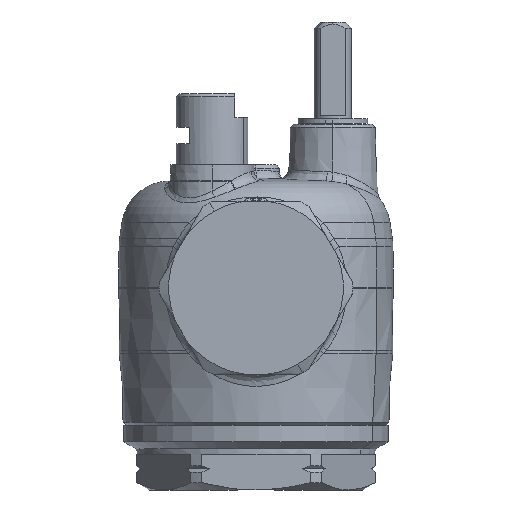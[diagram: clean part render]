
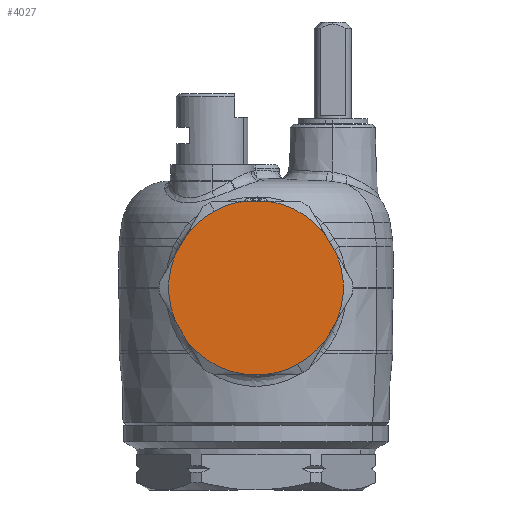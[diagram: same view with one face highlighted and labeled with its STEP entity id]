
A CAD part, left-side view. The second image highlights one B-rep face of the part: STEP entity #4027.
In plain terms, the highlighted planar face has unit normal (-1, 0, 0).
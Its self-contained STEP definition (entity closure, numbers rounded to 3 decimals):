
#3342=CARTESIAN_POINT('Vertex',(-39.,12.5,5.1)) ;
#3347=CARTESIAN_POINT('Line Origine',(-39.,11.583,6.688)) ;
#3351=CARTESIAN_POINT('Vertex',(-39.,10.667,8.275)) ;
#3907=CARTESIAN_POINT('Vertex',(-39.,12.5,-5.1)) ;
#3910=CARTESIAN_POINT('Axis2P3D Location',(-39.,0.,0.)) ;
#3924=CARTESIAN_POINT('Axis2P3D Location',(-39.,0.,0.)) ;
#3929=CARTESIAN_POINT('Line Origine',(-39.,11.583,-6.688)) ;
#3933=CARTESIAN_POINT('Vertex',(-39.,10.667,-8.275)) ;
#3936=CARTESIAN_POINT('Axis2P3D Location',(-39.,0.,0.)) ;
#3940=CARTESIAN_POINT('Vertex',(-39.,1.833,-13.375)) ;
#3943=CARTESIAN_POINT('Line Origine',(-39.,0.,-13.375)) ;
#3947=CARTESIAN_POINT('Vertex',(-39.,-1.833,-13.375)) ;
#3950=CARTESIAN_POINT('Axis2P3D Location',(-39.,0.,0.)) ;
#3954=CARTESIAN_POINT('Vertex',(-39.,-6.472,-11.847)) ;
#3957=CARTESIAN_POINT('Axis2P3D Location',(-39.,0.,0.)) ;
#3961=CARTESIAN_POINT('Vertex',(-39.,-10.667,-8.275)) ;
#3964=CARTESIAN_POINT('Line Origine',(-39.,-11.583,-6.688)) ;
#3968=CARTESIAN_POINT('Vertex',(-39.,-12.5,-5.1)) ;
#3971=CARTESIAN_POINT('Axis2P3D Location',(-39.,0.,0.)) ;
#3975=CARTESIAN_POINT('Vertex',(-39.,-12.5,5.1)) ;
#3978=CARTESIAN_POINT('Line Origine',(-39.,-11.583,6.688)) ;
#3982=CARTESIAN_POINT('Vertex',(-39.,-10.667,8.275)) ;
#3985=CARTESIAN_POINT('Axis2P3D Location',(-39.,0.,0.)) ;
#3989=CARTESIAN_POINT('Vertex',(-39.,-1.833,13.375)) ;
#3992=CARTESIAN_POINT('Line Origine',(-39.,0.,13.375)) ;
#3996=CARTESIAN_POINT('Vertex',(-39.,1.833,13.375)) ;
#3999=CARTESIAN_POINT('Axis2P3D Location',(-39.,0.,0.)) ;
#4003=CARTESIAN_POINT('Vertex',(-39.,6.472,11.847)) ;
#4006=CARTESIAN_POINT('Axis2P3D Location',(-39.,0.,0.)) ;
#3349=VECTOR('Line Direction',#3348,1.) ;
#3931=VECTOR('Line Direction',#3930,1.) ;
#3945=VECTOR('Line Direction',#3944,1.) ;
#3966=VECTOR('Line Direction',#3965,1.) ;
#3980=VECTOR('Line Direction',#3979,1.) ;
#3994=VECTOR('Line Direction',#3993,1.) ;
#3348=DIRECTION('Vector Direction',(0.,-0.5,0.866)) ;
#3911=DIRECTION('Axis2P3D Direction',(-1.,0.,0.)) ;
#3925=DIRECTION('Axis2P3D Direction',(-1.,0.,0.)) ;
#3926=DIRECTION('Axis2P3D XDirection',(0.,1.,0.)) ;
#3930=DIRECTION('Vector Direction',(0.,-0.5,-0.866)) ;
#3937=DIRECTION('Axis2P3D Direction',(-1.,0.,0.)) ;
#3944=DIRECTION('Vector Direction',(0.,1.,0.)) ;
#3951=DIRECTION('Axis2P3D Direction',(-1.,0.,0.)) ;
#3958=DIRECTION('Axis2P3D Direction',(-1.,0.,0.)) ;
#3965=DIRECTION('Vector Direction',(0.,0.5,-0.866)) ;
#3972=DIRECTION('Axis2P3D Direction',(-1.,0.,0.)) ;
#3979=DIRECTION('Vector Direction',(0.,0.5,0.866)) ;
#3986=DIRECTION('Axis2P3D Direction',(-1.,0.,0.)) ;
#3993=DIRECTION('Vector Direction',(0.,-1.,0.)) ;
#4000=DIRECTION('Axis2P3D Direction',(-1.,0.,0.)) ;
#4007=DIRECTION('Axis2P3D Direction',(-1.,0.,0.)) ;
#3912=AXIS2_PLACEMENT_3D('Circle Axis2P3D',#3910,#3911,$) ;
#3927=AXIS2_PLACEMENT_3D('Plane Axis2P3D',#3924,#3925,#3926) ;
#3938=AXIS2_PLACEMENT_3D('Circle Axis2P3D',#3936,#3937,$) ;
#3952=AXIS2_PLACEMENT_3D('Circle Axis2P3D',#3950,#3951,$) ;
#3959=AXIS2_PLACEMENT_3D('Circle Axis2P3D',#3957,#3958,$) ;
#3973=AXIS2_PLACEMENT_3D('Circle Axis2P3D',#3971,#3972,$) ;
#3987=AXIS2_PLACEMENT_3D('Circle Axis2P3D',#3985,#3986,$) ;
#4001=AXIS2_PLACEMENT_3D('Circle Axis2P3D',#3999,#4000,$) ;
#4008=AXIS2_PLACEMENT_3D('Circle Axis2P3D',#4006,#4007,$) ;
#3350=LINE('Line',#3347,#3349) ;
#3932=LINE('Line',#3929,#3931) ;
#3946=LINE('Line',#3943,#3945) ;
#3967=LINE('Line',#3964,#3966) ;
#3981=LINE('Line',#3978,#3980) ;
#3995=LINE('Line',#3992,#3994) ;
#3913=CIRCLE('generated circle',#3912,13.5) ;
#3939=CIRCLE('generated circle',#3938,13.5) ;
#3953=CIRCLE('generated circle',#3952,13.5) ;
#3960=CIRCLE('generated circle',#3959,13.5) ;
#3974=CIRCLE('generated circle',#3973,13.5) ;
#3988=CIRCLE('generated circle',#3987,13.5) ;
#4002=CIRCLE('generated circle',#4001,13.5) ;
#4009=CIRCLE('generated circle',#4008,13.5) ;
#3928=PLANE('',#3927) ;
#3353=EDGE_CURVE('',#3343,#3352,#3350,.T.) ;
#3914=EDGE_CURVE('',#3343,#3908,#3913,.T.) ;
#3935=EDGE_CURVE('',#3908,#3934,#3932,.T.) ;
#3942=EDGE_CURVE('',#3934,#3941,#3939,.T.) ;
#3949=EDGE_CURVE('',#3948,#3941,#3946,.T.) ;
#3956=EDGE_CURVE('',#3948,#3955,#3953,.T.) ;
#3963=EDGE_CURVE('',#3955,#3962,#3960,.T.) ;
#3970=EDGE_CURVE('',#3969,#3962,#3967,.T.) ;
#3977=EDGE_CURVE('',#3969,#3976,#3974,.T.) ;
#3984=EDGE_CURVE('',#3976,#3983,#3981,.T.) ;
#3991=EDGE_CURVE('',#3983,#3990,#3988,.T.) ;
#3998=EDGE_CURVE('',#3997,#3990,#3995,.T.) ;
#4005=EDGE_CURVE('',#3997,#4004,#4002,.T.) ;
#4010=EDGE_CURVE('',#4004,#3352,#4009,.T.) ;
#4012=ORIENTED_EDGE('',*,*,#3935,.T.) ;
#4013=ORIENTED_EDGE('',*,*,#3942,.T.) ;
#4014=ORIENTED_EDGE('',*,*,#3949,.F.) ;
#4015=ORIENTED_EDGE('',*,*,#3956,.T.) ;
#4016=ORIENTED_EDGE('',*,*,#3963,.T.) ;
#4017=ORIENTED_EDGE('',*,*,#3970,.F.) ;
#4018=ORIENTED_EDGE('',*,*,#3977,.T.) ;
#4019=ORIENTED_EDGE('',*,*,#3984,.T.) ;
#4020=ORIENTED_EDGE('',*,*,#3991,.T.) ;
#4021=ORIENTED_EDGE('',*,*,#3998,.F.) ;
#4022=ORIENTED_EDGE('',*,*,#4005,.T.) ;
#4023=ORIENTED_EDGE('',*,*,#4010,.T.) ;
#4024=ORIENTED_EDGE('',*,*,#3353,.F.) ;
#4025=ORIENTED_EDGE('',*,*,#3914,.T.) ;
#4011=EDGE_LOOP('',(#4012,#4013,#4014,#4015,#4016,#4017,#4018,#4019,#4020,#4021,#4022,#4023,#4024,#4025)) ;
#3343=VERTEX_POINT('',#3342) ;
#3352=VERTEX_POINT('',#3351) ;
#3908=VERTEX_POINT('',#3907) ;
#3934=VERTEX_POINT('',#3933) ;
#3941=VERTEX_POINT('',#3940) ;
#3948=VERTEX_POINT('',#3947) ;
#3955=VERTEX_POINT('',#3954) ;
#3962=VERTEX_POINT('',#3961) ;
#3969=VERTEX_POINT('',#3968) ;
#3976=VERTEX_POINT('',#3975) ;
#3983=VERTEX_POINT('',#3982) ;
#3990=VERTEX_POINT('',#3989) ;
#3997=VERTEX_POINT('',#3996) ;
#4004=VERTEX_POINT('',#4003) ;
#4027=ADVANCED_FACE('PartBody',(#4026),#3928,.T.) ;
#4026=FACE_OUTER_BOUND('',#4011,.T.) ;
